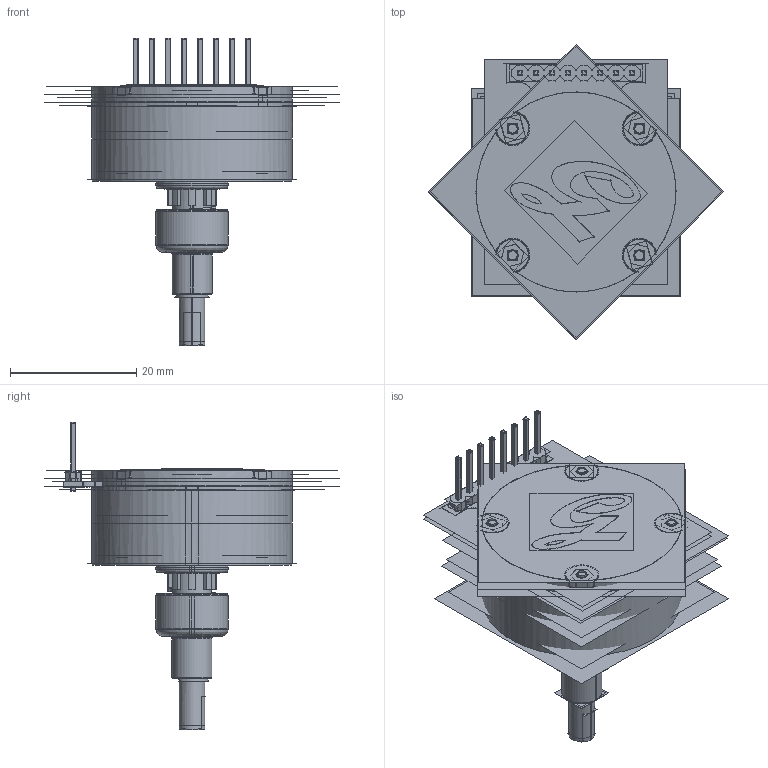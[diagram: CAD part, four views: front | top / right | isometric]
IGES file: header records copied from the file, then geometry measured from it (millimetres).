
Start section:  PTC IGES file: 67b-ja-3c-u-p.igs
Global section: file name: 67b-ja-3c-u-p.igs; native system: Pro/ENGINEER by Parametric Technology Corporation; preprocessor: 2011490; author: cconro; organization: Unknown; date: 20140606.092807; units: inch
Bounding box: 46.71 x 46.71 x 48.88 mm (x, y, z)
Volume: 7081.8 mm3; surface area: 106226 mm2
Topology: 28 solids, 28 shells, 3444 faces, 16911 edges, 21061 vertices
Faces by surface type: bspline 1972, revolution 1458, extrusion 14
